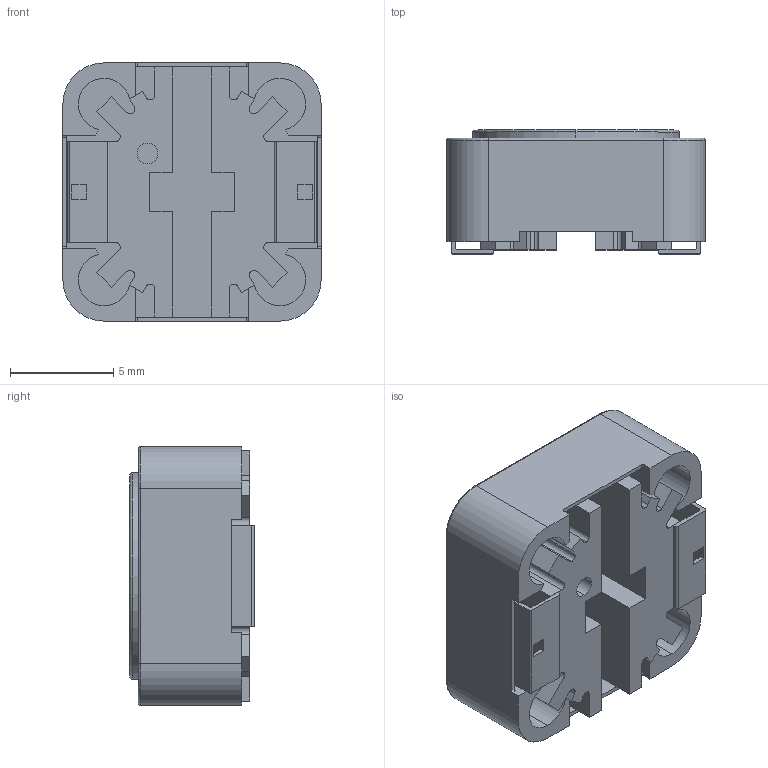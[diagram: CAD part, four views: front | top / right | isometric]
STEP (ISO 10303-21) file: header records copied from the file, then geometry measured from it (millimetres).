
FILE_DESCRIPTION (( 'STEP AP214' ), '1' );
FILE_NAME ('dr125 rev2.STEP', '2017-09-08T10:17:03', ( '' ), ( '' ), 'SwSTEP 2.0', 'SolidWorks 2017', '' );
FILE_SCHEMA (( 'AUTOMOTIVE_DESIGN' ));
Length unit declared in the file: millimetre
Products named in the file (1): dr125 rev2
Bounding box: 12.5 x 6 x 12.5 mm (x, y, z)
Volume: 514.3 mm3; surface area: 1431.1 mm2
Topology: 5 solids, 5 shells, 197 faces, 583 edges, 403 vertices
Faces by surface type: plane 111, cylinder 56, torus 30
Entity records: 7380 total; most frequent: CARTESIAN_POINT 1738, ORIENTED_EDGE 1166, DIRECTION 1096, EDGE_CURVE 583, VERTEX_POINT 403, LINE 366, VECTOR 366, AXIS2_PLACEMENT_3D 365
